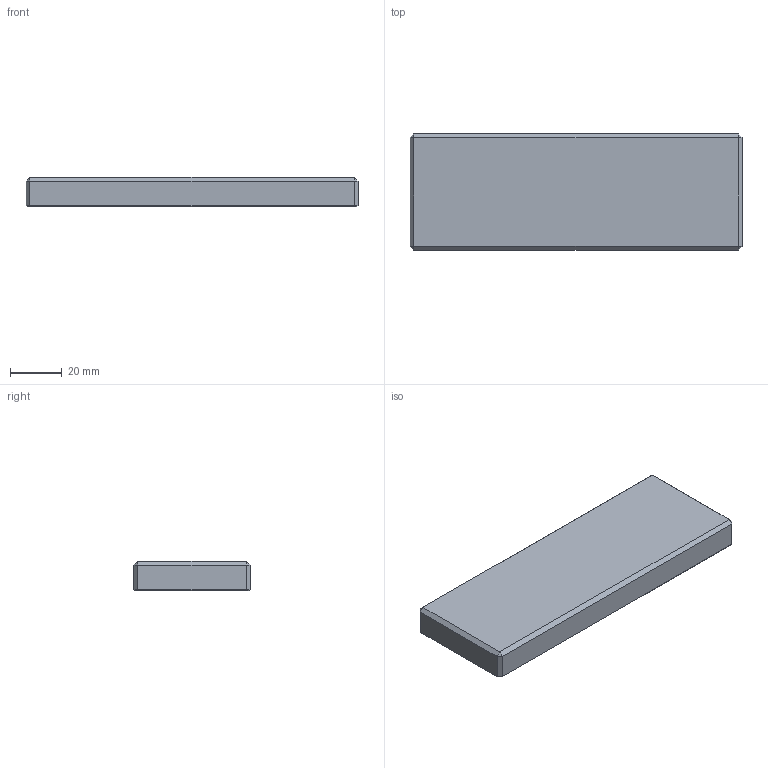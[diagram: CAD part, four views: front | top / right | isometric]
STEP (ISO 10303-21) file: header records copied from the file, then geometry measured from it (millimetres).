
FILE_DESCRIPTION(/* description */ (''),/* implementation_level */ '2;1');
FILE_NAME(/* name */ 'Dice Box Short Side v7.step',/* time_stamp */ '2023-09-16T18:13:43-04:00',/* author */ (''),/* organization */ (''),/* preprocessor_version */ 'ST-DEVELOPER v20',/* originating_system */ 'Autodesk Translation Framework v12.9.0.99',/* authorisation */ '');
FILE_SCHEMA (('AUTOMOTIVE_DESIGN { 1 0 10303 214 3 1 1 }'));
Length unit declared in the file: millimetre
Products named in the file (2): Dice Box Short Side; Top
Assembly tree (1 placements, depth 2):
  Dice Box Short Side
    Top
Bounding box: 128.2 x 45 x 11.37 mm (x, y, z)
Volume: 11515.2 mm3; surface area: 18374.8 mm2
Topology: 1 solids, 1 shells, 53 faces, 114 edges, 64 vertices
Faces by surface type: plane 53
Entity records: 1413 total; most frequent: CARTESIAN_POINT 234, ORIENTED_EDGE 228, DIRECTION 226, LINE 114, VECTOR 114, EDGE_CURVE 114, VERTEX_POINT 64, AXIS2_PLACEMENT_3D 56
